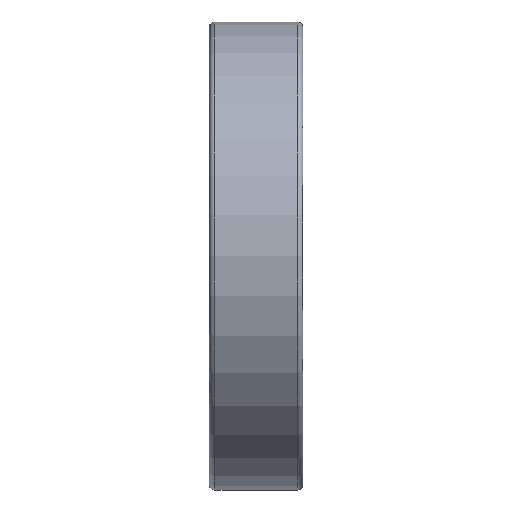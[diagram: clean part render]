
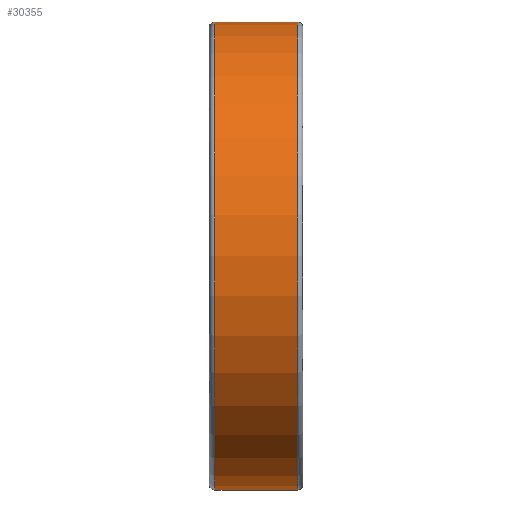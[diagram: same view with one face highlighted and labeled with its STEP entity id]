
A CAD part, top view. The second image highlights one B-rep face of the part: STEP entity #30355.
In plain terms, the highlighted cylindrical face has radius 45 mm (diameter 90 mm), a partial arc.
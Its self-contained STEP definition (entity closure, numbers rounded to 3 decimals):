
#21078=DIRECTION('',(-1.,0.,0.));
#21079=VECTOR('',#21078,15.9);
#21080=CARTESIAN_POINT('',(8.,45.,0.));
#21081=LINE('',#21080,#21079);
#21085=DIRECTION('',(-1.,0.,0.));
#21086=VECTOR('',#21085,15.9);
#21087=CARTESIAN_POINT('',(8.,-45.,0.));
#21088=LINE('',#21087,#21086);
#21100=CARTESIAN_POINT('',(8.,0.,0.));
#21101=DIRECTION('',(1.,0.,0.));
#21102=DIRECTION('',(0.,1.,0.));
#21103=AXIS2_PLACEMENT_3D('',#21100,#21101,#21102);
#21108=CARTESIAN_POINT('',(-7.9,0.,0.));
#21109=DIRECTION('',(1.,0.,0.));
#21110=DIRECTION('',(0.,1.,0.));
#21111=AXIS2_PLACEMENT_3D('',#21108,#21109,#21110);
#27589=CARTESIAN_POINT('',(8.,45.,0.));
#27590=CARTESIAN_POINT('',(-7.9,45.,0.));
#27591=VERTEX_POINT('',#27589);
#27592=VERTEX_POINT('',#27590);
#27601=CARTESIAN_POINT('',(8.,-45.,0.));
#27602=CARTESIAN_POINT('',(-7.9,-45.,0.));
#27603=VERTEX_POINT('',#27601);
#27604=VERTEX_POINT('',#27602);
#30343=CARTESIAN_POINT('',(-9.9,0.,0.));
#30344=DIRECTION('',(1.,0.,0.));
#30345=DIRECTION('',(0.,-1.,0.));
#30346=AXIS2_PLACEMENT_3D('',#30343,#30344,#30345);
#30347=CYLINDRICAL_SURFACE('',#30346,45.);
#30348=ORIENTED_EDGE('',*,*,#30333,.F.);
#30349=ORIENTED_EDGE('',*,*,#30310,.T.);
#30350=ORIENTED_EDGE('',*,*,#30337,.T.);
#30352=ORIENTED_EDGE('',*,*,#30351,.F.);
#30353=EDGE_LOOP('',(#30348,#30349,#30350,#30352));
#30354=FACE_OUTER_BOUND('',#30353,.F.);
#21104=CIRCLE('',#21103,45.);
#21112=CIRCLE('',#21111,45.);
#30310=EDGE_CURVE('',#27591,#27603,#21104,.T.);
#30333=EDGE_CURVE('',#27591,#27592,#21081,.T.);
#30337=EDGE_CURVE('',#27603,#27604,#21088,.T.);
#30351=EDGE_CURVE('',#27592,#27604,#21112,.T.);
#30355=ADVANCED_FACE('',(#30354),#30347,.T.);
